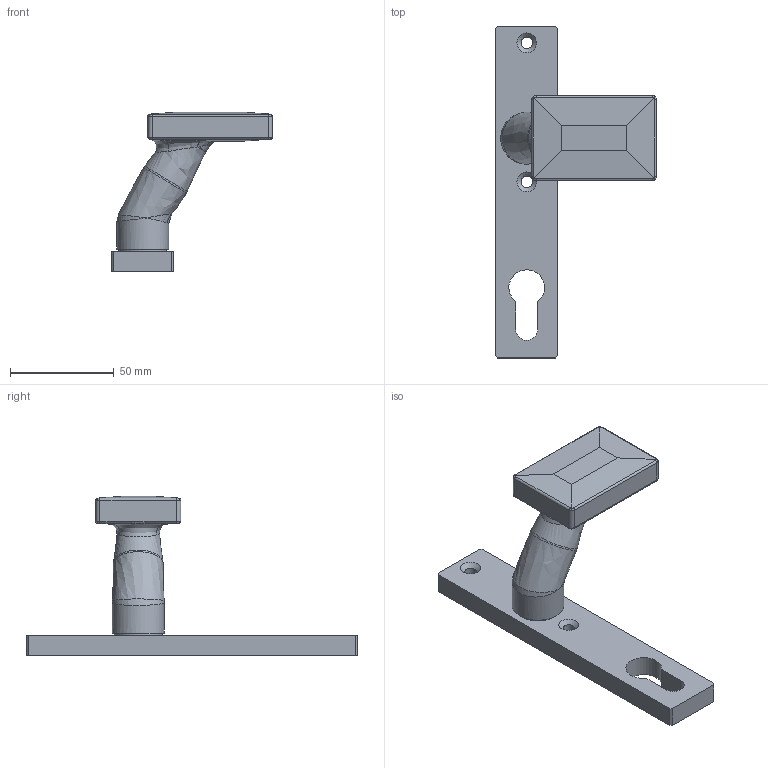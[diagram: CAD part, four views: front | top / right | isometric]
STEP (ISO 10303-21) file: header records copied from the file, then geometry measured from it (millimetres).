
FILE_DESCRIPTION (( 'STEP AP203' ), '1' );
FILE_NAME ('15735.STEP', '2022-05-18T11:56:56', ( '' ), ( '' ), 'SwSTEP 2.0', 'SolidWorks 2018', '' );
FILE_SCHEMA (( 'CONFIG_CONTROL_DESIGN' ));
Length unit declared in the file: millimetre
Products named in the file (5): 15735; 15735 Teil3_15735 Teil3; 15735 Teil2_15701 Teil2; 15735 Teil4_15735 Teil4; 15735 Teil1_15701 Teil1
Assembly tree (4 placements, depth 2):
  15735
    15735 Teil1_15701 Teil1
    15735 Teil2_15701 Teil2
    15735 Teil3_15735 Teil3
    15735 Teil4_15735 Teil4
Bounding box: 77.5 x 160 x 77 mm (x, y, z)
Volume: 96918.6 mm3; surface area: 28022.7 mm2
Topology: 4 solids, 4 shells, 300 faces, 781 edges, 510 vertices
Faces by surface type: plane 138, bspline 106, cylinder 47, torus 5, cone 2, sphere 2
Full cylindrical faces by diameter (mm): 5.5 x2, 17.8 x1, 18 x1, 18.3 x1, 19.3 x1, 20 x1, 23 x1, 25 x2, 26 x1
Entity records: 15250 total; most frequent: CARTESIAN_POINT 8216, ORIENTED_EDGE 1512, DIRECTION 1026, EDGE_CURVE 756, VERTEX_POINT 504, VECTOR 426, LINE 426, EDGE_LOOP 352
